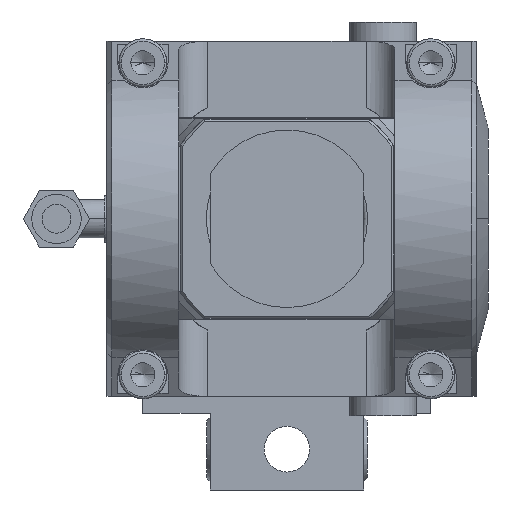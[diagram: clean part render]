
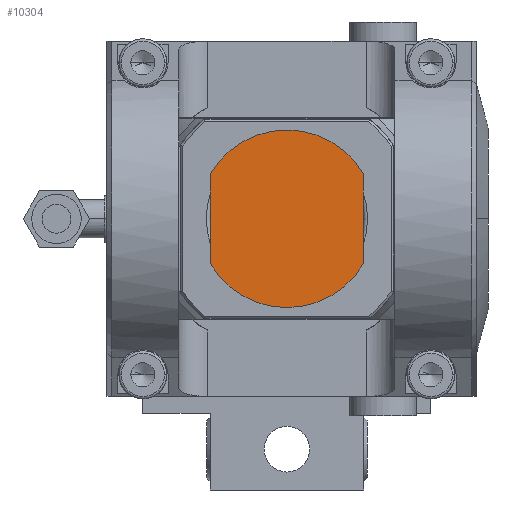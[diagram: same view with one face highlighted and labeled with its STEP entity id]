
A CAD part, left-side view. The second image highlights one B-rep face of the part: STEP entity #10304.
In plain terms, the highlighted planar face has unit normal (-1, 0, 0).
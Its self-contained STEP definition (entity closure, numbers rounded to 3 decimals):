
#3737=CARTESIAN_POINT('',(-114.5,0.,0.));
#3738=DIRECTION('',(1.,0.,0.));
#3739=DIRECTION('',(0.,0.862,0.507));
#3740=AXIS2_PLACEMENT_3D('',#3737,#3738,#3739);
#3742=DIRECTION('',(0.,0.,-1.));
#3743=VECTOR('',#3742,18.745);
#3744=CARTESIAN_POINT('',(-114.5,-15.95,9.373));
#3745=LINE('',#3744,#3743);
#3746=CARTESIAN_POINT('',(-114.5,0.,0.));
#3747=DIRECTION('',(-1.,0.,0.));
#3748=DIRECTION('',(0.,0.862,-0.507));
#3749=AXIS2_PLACEMENT_3D('',#3746,#3747,#3748);
#3751=DIRECTION('',(0.,0.,-1.));
#3752=VECTOR('',#3751,18.745);
#3753=CARTESIAN_POINT('',(-114.5,15.95,9.373));
#3754=LINE('',#3753,#3752);
#5348=CARTESIAN_POINT('',(-114.5,15.95,9.373));
#5349=CARTESIAN_POINT('',(-114.5,-15.95,9.373));
#5350=VERTEX_POINT('',#5348);
#5351=VERTEX_POINT('',#5349);
#5356=CARTESIAN_POINT('',(-114.5,15.95,-9.373));
#5357=CARTESIAN_POINT('',(-114.5,-15.95,-9.373));
#5358=VERTEX_POINT('',#5356);
#5359=VERTEX_POINT('',#5357);
#10293=CARTESIAN_POINT('',(-114.5,0.,0.));
#10294=DIRECTION('',(1.,0.,0.));
#10295=DIRECTION('',(0.,-1.,0.));
#10296=AXIS2_PLACEMENT_3D('',#10293,#10294,#10295);
#10297=PLANE('',#10296);
#10298=ORIENTED_EDGE('',*,*,#10245,.T.);
#10299=ORIENTED_EDGE('',*,*,#10259,.T.);
#10300=ORIENTED_EDGE('',*,*,#10274,.F.);
#10301=ORIENTED_EDGE('',*,*,#10286,.F.);
#10302=EDGE_LOOP('',(#10298,#10299,#10300,#10301));
#10303=FACE_OUTER_BOUND('',#10302,.F.);
#10304=ADVANCED_FACE('',(#10303),#10297,.F.);
#3741=CIRCLE('',#3740,18.5);
#3750=CIRCLE('',#3749,18.5);
#10245=EDGE_CURVE('',#5350,#5351,#3741,.T.);
#10259=EDGE_CURVE('',#5351,#5359,#3745,.T.);
#10274=EDGE_CURVE('',#5358,#5359,#3750,.T.);
#10286=EDGE_CURVE('',#5350,#5358,#3754,.T.);
